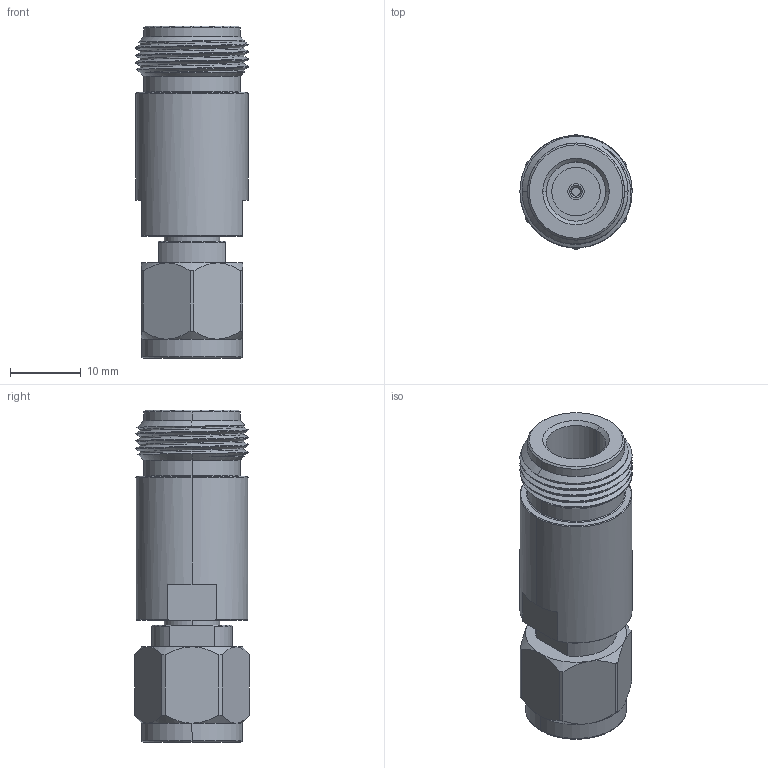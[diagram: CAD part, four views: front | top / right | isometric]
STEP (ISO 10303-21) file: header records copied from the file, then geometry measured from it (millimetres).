
FILE_DESCRIPTION (( 'STEP AP203' ), '1' );
FILE_NAME ('PE9447.step', '2018-08-22T18:13:43', ( '' ), ( '' ), 'SwSTEP 2.0', 'SolidWorks 2017', '' );
FILE_SCHEMA (( 'CONFIG_CONTROL_DESIGN' ));
Length unit declared in the file: inch
Products named in the file (1): PE9447
Bounding box: 15.88 x 16.2 x 46.96 mm (x, y, z)
Volume: 6751.6 mm3; surface area: 4217.7 mm2
Topology: 1 solids, 1 shells, 167 faces, 407 edges, 257 vertices
Faces by surface type: cylinder 69, cone 44, plane 42, torus 6, bspline 6
Entity records: 8073 total; most frequent: CARTESIAN_POINT 4309, ORIENTED_EDGE 814, DIRECTION 730, EDGE_CURVE 407, AXIS2_PLACEMENT_3D 303, VERTEX_POINT 257, EDGE_LOOP 182, ADVANCED_FACE 167
